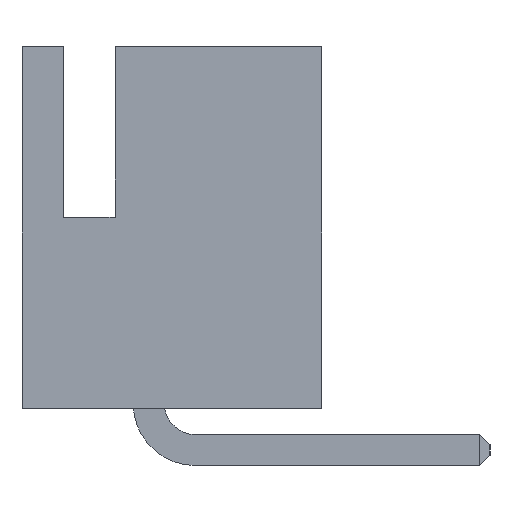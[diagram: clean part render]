
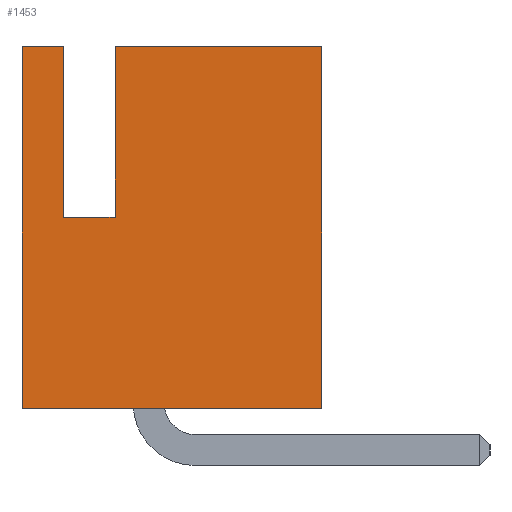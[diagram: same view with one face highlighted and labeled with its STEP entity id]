
A CAD part, left-side view. The second image highlights one B-rep face of the part: STEP entity #1453.
In plain terms, the highlighted planar face has unit normal (-1, 0, 0).
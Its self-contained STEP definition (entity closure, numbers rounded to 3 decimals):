
#3 = EDGE_CURVE ( 'NONE', #953, #1178, #4995, .T. ) ;
#152 = EDGE_CURVE ( 'NONE', #4385, #4411, #5465, .T. ) ;
#250 = EDGE_CURVE ( 'NONE', #1175, #4411, #5770, .T. ) ;
#262 = EDGE_CURVE ( 'NONE', #1050, #1175, #5806, .T. ) ;
#586 = VECTOR ( 'NONE', #5467, 1000. ) ;
#694 = VECTOR ( 'NONE', #5772, 1000. ) ;
#706 = VECTOR ( 'NONE', #5808, 1000. ) ;
#953 = VERTEX_POINT ( 'NONE', #6762 ) ;
#1034 = VERTEX_POINT ( 'NONE', #6783 ) ;
#1044 = VERTEX_POINT ( 'NONE', #6787 ) ;
#1050 = VERTEX_POINT ( 'NONE', #6788 ) ;
#1175 = VERTEX_POINT ( 'NONE', #6814 ) ;
#1178 = VERTEX_POINT ( 'NONE', #6815 ) ;
#1222 = VECTOR ( 'NONE', #4997, 1000. ) ;
#1386 = EDGE_CURVE ( 'NONE', #953, #4385, #2227, .T. ) ;
#1412 = EDGE_CURVE ( 'NONE', #1044, #1050, #2316, .T. ) ;
#1444 = EDGE_CURVE ( 'NONE', #1178, #1034, #2422, .T. ) ;
#1453 = ADVANCED_FACE ( 'NONE', ( #4091 ), #2452, .F. ) ;
#1458 = EDGE_CURVE ( 'NONE', #1044, #1034, #2471, .T. ) ;
#2227 = LINE ( 'NONE', #2228, #4000 ) ;
#2228 = CARTESIAN_POINT ( 'NONE',  ( -11.2, 5.8, -3.5 ) ) ;
#2229 = DIRECTION ( 'NONE',  ( 0., 0., 1. ) ) ;
#2316 = LINE ( 'NONE', #2317, #4035 ) ;
#2317 = CARTESIAN_POINT ( 'NONE',  ( -11.2, 4., 0.2 ) ) ;
#2318 = DIRECTION ( 'NONE',  ( 0., 0., -1. ) ) ;
#2422 = LINE ( 'NONE', #2423, #4082 ) ;
#2423 = CARTESIAN_POINT ( 'NONE',  ( -11.2, 0., -3.5 ) ) ;
#2424 = DIRECTION ( 'NONE',  ( 0., 0., 1. ) ) ;
#2452 = PLANE ( 'NONE',  #4095 ) ;
#2453 = CARTESIAN_POINT ( 'NONE',  ( -11.2, 5.8, -3.5 ) ) ;
#2454 = DIRECTION ( 'NONE',  ( 1., 0., 0. ) ) ;
#2455 = DIRECTION ( 'NONE',  ( 0., 0., -1. ) ) ;
#2471 = LINE ( 'NONE', #2472, #4105 ) ;
#2472 = CARTESIAN_POINT ( 'NONE',  ( -11.2, 5.8, 3.5 ) ) ;
#2473 = DIRECTION ( 'NONE',  ( 0., -1., 0. ) ) ;
#2990 = CARTESIAN_POINT ( 'NONE',  ( -11.2, 5.8, 3.5 ) ) ;
#2995 = CARTESIAN_POINT ( 'NONE',  ( -11.2, 5., 3.5 ) ) ;
#3134 = ORIENTED_EDGE ( 'NONE', *, *, #152, .F. ) ;
#3601 = ORIENTED_EDGE ( 'NONE', *, *, #262, .T. ) ;
#4000 = VECTOR ( 'NONE', #2229, 1000. ) ;
#4035 = VECTOR ( 'NONE', #2318, 1000. ) ;
#4082 = VECTOR ( 'NONE', #2424, 1000. ) ;
#4091 = FACE_OUTER_BOUND ( 'NONE', #4740, .T. ) ;
#4095 = AXIS2_PLACEMENT_3D ( 'NONE', #2453, #2454, #2455 ) ;
#4105 = VECTOR ( 'NONE', #2473, 1000. ) ;
#4257 = ORIENTED_EDGE ( 'NONE', *, *, #1444, .T. ) ;
#4273 = ORIENTED_EDGE ( 'NONE', *, *, #250, .T. ) ;
#4332 = ORIENTED_EDGE ( 'NONE', *, *, #1458, .F. ) ;
#4340 = ORIENTED_EDGE ( 'NONE', *, *, #1386, .F. ) ;
#4357 = ORIENTED_EDGE ( 'NONE', *, *, #3, .T. ) ;
#4385 = VERTEX_POINT ( 'NONE', #2990 ) ;
#4391 = ORIENTED_EDGE ( 'NONE', *, *, #1412, .T. ) ;
#4411 = VERTEX_POINT ( 'NONE', #2995 ) ;
#4740 = EDGE_LOOP ( 'NONE', ( #3601, #4273, #3134, #4340, #4357, #4257, #4332, #4391 ) ) ;
#4995 = LINE ( 'NONE', #4996, #1222 ) ;
#4996 = CARTESIAN_POINT ( 'NONE',  ( -11.2, 5.8, -3.5 ) ) ;
#4997 = DIRECTION ( 'NONE',  ( 0., -1., 0. ) ) ;
#5465 = LINE ( 'NONE', #5466, #586 ) ;
#5466 = CARTESIAN_POINT ( 'NONE',  ( -11.2, 5.8, 3.5 ) ) ;
#5467 = DIRECTION ( 'NONE',  ( 0., -1., 0. ) ) ;
#5770 = LINE ( 'NONE', #5771, #694 ) ;
#5771 = CARTESIAN_POINT ( 'NONE',  ( -11.2, 5., 3.5 ) ) ;
#5772 = DIRECTION ( 'NONE',  ( 0., 0., 1. ) ) ;
#5806 = LINE ( 'NONE', #5807, #706 ) ;
#5807 = CARTESIAN_POINT ( 'NONE',  ( -11.2, 5., 0.2 ) ) ;
#5808 = DIRECTION ( 'NONE',  ( 0., 1., 0. ) ) ;
#6762 = CARTESIAN_POINT ( 'NONE',  ( -11.2, 5.8, -3.5 ) ) ;
#6783 = CARTESIAN_POINT ( 'NONE',  ( -11.2, 0., 3.5 ) ) ;
#6787 = CARTESIAN_POINT ( 'NONE',  ( -11.2, 4., 3.5 ) ) ;
#6788 = CARTESIAN_POINT ( 'NONE',  ( -11.2, 4., 0.2 ) ) ;
#6814 = CARTESIAN_POINT ( 'NONE',  ( -11.2, 5., 0.2 ) ) ;
#6815 = CARTESIAN_POINT ( 'NONE',  ( -11.2, 0., -3.5 ) ) ;
